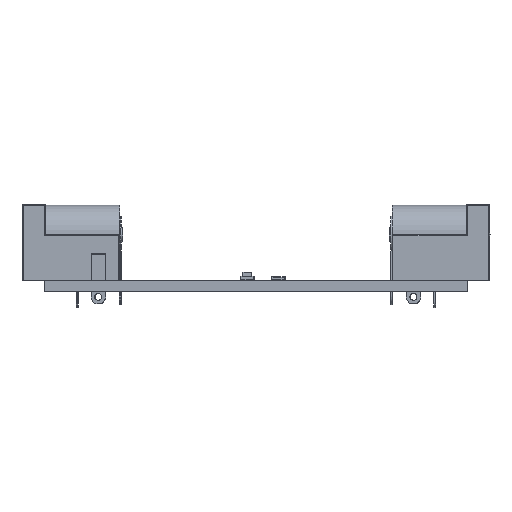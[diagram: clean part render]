
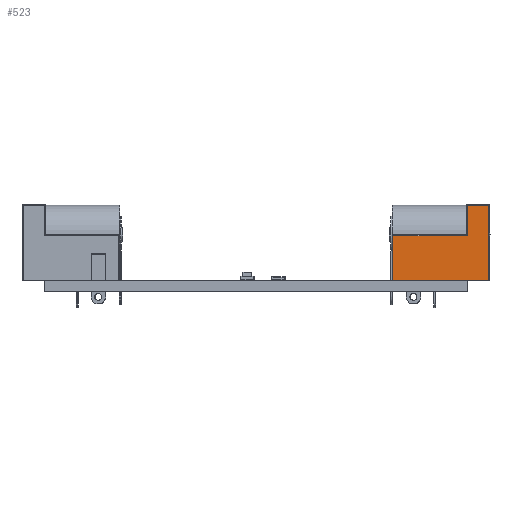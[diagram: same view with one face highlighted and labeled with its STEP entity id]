
A CAD part, front view. The second image highlights one B-rep face of the part: STEP entity #523.
In plain terms, the highlighted face is planar.
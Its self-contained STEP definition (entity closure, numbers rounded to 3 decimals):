
#274 = VERTEX_POINT('',#275);
#275 = CARTESIAN_POINT('',(-10.6,4.5,10.6));
#282 = EDGE_CURVE('',#274,#283,#285,.T.);
#283 = VERTEX_POINT('',#284);
#284 = CARTESIAN_POINT('',(-13.6,4.5,10.6));
#285 = LINE('',#286,#287);
#286 = CARTESIAN_POINT('',(-10.5,4.5,10.6));
#287 = VECTOR('',#288,1.);
#288 = DIRECTION('',(-1.,0.,0.));
#523 = ADVANCED_FACE('',(#524),#565,.T.);
#524 = FACE_BOUND('',#525,.T.);
#525 = EDGE_LOOP('',(#526,#536,#542,#543,#551,#559));
#526 = ORIENTED_EDGE('',*,*,#527,.T.);
#527 = EDGE_CURVE('',#528,#530,#532,.T.);
#528 = VERTEX_POINT('',#529);
#529 = CARTESIAN_POINT('',(-0.1,4.5,-0.1));
#530 = VERTEX_POINT('',#531);
#531 = CARTESIAN_POINT('',(-13.6,4.5,-0.1));
#532 = LINE('',#533,#534);
#533 = CARTESIAN_POINT('',(0.,4.5,-0.1));
#534 = VECTOR('',#535,1.);
#535 = DIRECTION('',(-1.,0.,0.));
#536 = ORIENTED_EDGE('',*,*,#537,.T.);
#537 = EDGE_CURVE('',#530,#283,#538,.T.);
#538 = LINE('',#539,#540);
#539 = CARTESIAN_POINT('',(-13.6,4.5,-0.1));
#540 = VECTOR('',#541,1.);
#541 = DIRECTION('',(0.,0.,1.));
#542 = ORIENTED_EDGE('',*,*,#282,.F.);
#543 = ORIENTED_EDGE('',*,*,#544,.F.);
#544 = EDGE_CURVE('',#545,#274,#547,.T.);
#545 = VERTEX_POINT('',#546);
#546 = CARTESIAN_POINT('',(-10.6,4.5,6.3));
#547 = LINE('',#548,#549);
#548 = CARTESIAN_POINT('',(-10.6,4.5,6.4));
#549 = VECTOR('',#550,1.);
#550 = DIRECTION('',(0.,0.,1.));
#551 = ORIENTED_EDGE('',*,*,#552,.F.);
#552 = EDGE_CURVE('',#553,#545,#555,.T.);
#553 = VERTEX_POINT('',#554);
#554 = CARTESIAN_POINT('',(-0.1,4.5,6.3));
#555 = LINE('',#556,#557);
#556 = CARTESIAN_POINT('',(0.,4.5,6.3));
#557 = VECTOR('',#558,1.);
#558 = DIRECTION('',(-1.,0.,0.));
#559 = ORIENTED_EDGE('',*,*,#560,.T.);
#560 = EDGE_CURVE('',#553,#528,#561,.T.);
#561 = LINE('',#562,#563);
#562 = CARTESIAN_POINT('',(-0.1,4.5,6.4));
#563 = VECTOR('',#564,1.);
#564 = DIRECTION('',(0.,0.,-1.));
#565 = PLANE('',#566);
#566 = AXIS2_PLACEMENT_3D('',#567,#568,#569);
#567 = CARTESIAN_POINT('',(-7.771,4.5,4.379));
#568 = DIRECTION('',(0.,1.,0.));
#569 = DIRECTION('',(0.,0.,-1.));
